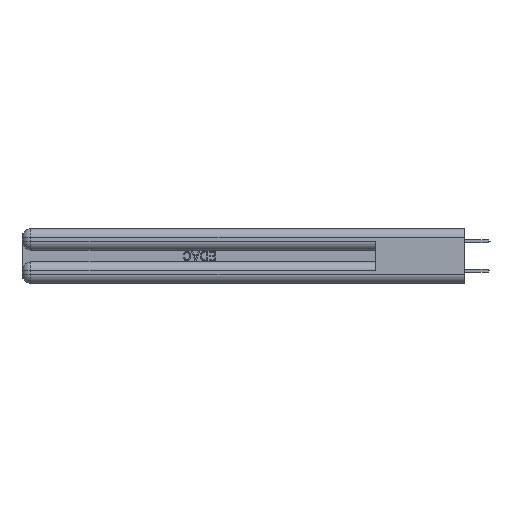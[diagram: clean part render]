
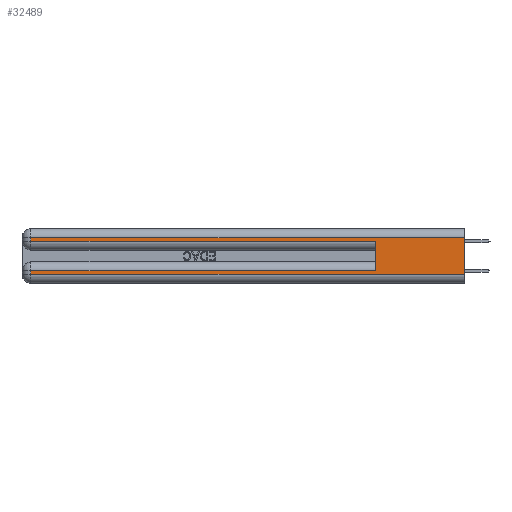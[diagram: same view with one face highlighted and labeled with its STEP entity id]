
A CAD part, left-side view. The second image highlights one B-rep face of the part: STEP entity #32489.
In plain terms, the highlighted planar face has unit normal (-1, 0, 0).
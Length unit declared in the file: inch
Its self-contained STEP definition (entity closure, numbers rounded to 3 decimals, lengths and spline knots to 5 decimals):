
#1070 = VERTEX_POINT ( 'NONE', #27902 ) ;
#1286 = ORIENTED_EDGE ( 'NONE', *, *, #16293, .F. ) ;
#1588 = CARTESIAN_POINT ( 'NONE',  ( 0., 2.94, 0.37 ) ) ;
#2613 = DIRECTION ( 'NONE',  ( 0., 0., -1. ) ) ;
#3259 = EDGE_CURVE ( 'NONE', #18646, #17491, #22477, .T. ) ;
#3798 = LINE ( 'NONE', #15192, #40531 ) ;
#3881 = DIRECTION ( 'NONE',  ( 0., -1., 0. ) ) ;
#4002 = DIRECTION ( 'NONE',  ( 0., 0., -1. ) ) ;
#5446 = CARTESIAN_POINT ( 'NONE',  ( 0., 0., 0.06 ) ) ;
#5523 = LINE ( 'NONE', #1588, #41725 ) ;
#6269 = ORIENTED_EDGE ( 'NONE', *, *, #21421, .T. ) ;
#6407 = EDGE_LOOP ( 'NONE', ( #1286, #35456, #24695, #35889, #22120, #39873, #42938, #6269 ) ) ;
#6459 = CARTESIAN_POINT ( 'NONE',  ( 0., 0., 0.31 ) ) ;
#6942 = VECTOR ( 'NONE', #17270, 39.37008 ) ;
#7155 = CARTESIAN_POINT ( 'NONE',  ( 0., 0., 0.37 ) ) ;
#7514 = EDGE_CURVE ( 'NONE', #13423, #37655, #31596, .T. ) ;
#7645 = CARTESIAN_POINT ( 'NONE',  ( 0., 2.94, 0.06 ) ) ;
#7828 = CARTESIAN_POINT ( 'NONE',  ( 0., 2.94, 0.085 ) ) ;
#8070 = CARTESIAN_POINT ( 'NONE',  ( 0., 0.6, 0.085 ) ) ;
#9683 = VECTOR ( 'NONE', #3881, 39.37008 ) ;
#10219 = LINE ( 'NONE', #42505, #9683 ) ;
#10315 = AXIS2_PLACEMENT_3D ( 'NONE', #7155, #43206, #4002 ) ;
#11045 = VERTEX_POINT ( 'NONE', #5446 ) ;
#13423 = VERTEX_POINT ( 'NONE', #8070 ) ;
#13782 = VECTOR ( 'NONE', #20523, 39.37008 ) ;
#15192 = CARTESIAN_POINT ( 'NONE',  ( 0., 0., 0.37 ) ) ;
#15396 = CARTESIAN_POINT ( 'NONE',  ( 0., 0., 0.31 ) ) ;
#15840 = EDGE_CURVE ( 'NONE', #37655, #25248, #5523, .T. ) ;
#16293 = EDGE_CURVE ( 'NONE', #18646, #11045, #3798, .T. ) ;
#17073 = FACE_OUTER_BOUND ( 'NONE', #6407, .T. ) ;
#17270 = DIRECTION ( 'NONE',  ( 0., -1., 0. ) ) ;
#17313 = LINE ( 'NONE', #19739, #40069 ) ;
#17491 = VERTEX_POINT ( 'NONE', #23143 ) ;
#18033 = PLANE ( 'NONE',  #10315 ) ;
#18646 = VERTEX_POINT ( 'NONE', #15396 ) ;
#19717 = EDGE_CURVE ( 'NONE', #13423, #1070, #35517, .T. ) ;
#19739 = CARTESIAN_POINT ( 'NONE',  ( 0., 2.94, 0.37 ) ) ;
#20523 = DIRECTION ( 'NONE',  ( 0., 0., 1. ) ) ;
#20683 = CARTESIAN_POINT ( 'NONE',  ( 0., 0., 0.06 ) ) ;
#21421 = EDGE_CURVE ( 'NONE', #25248, #11045, #34772, .T. ) ;
#22120 = ORIENTED_EDGE ( 'NONE', *, *, #19717, .F. ) ;
#22477 = LINE ( 'NONE', #6459, #40834 ) ;
#23143 = CARTESIAN_POINT ( 'NONE',  ( 0., 2.94, 0.31 ) ) ;
#24695 = ORIENTED_EDGE ( 'NONE', *, *, #28211, .T. ) ;
#25248 = VERTEX_POINT ( 'NONE', #7645 ) ;
#26924 = EDGE_CURVE ( 'NONE', #28013, #1070, #10219, .T. ) ;
#27902 = CARTESIAN_POINT ( 'NONE',  ( 0., 0.6, 0.285 ) ) ;
#28013 = VERTEX_POINT ( 'NONE', #42578 ) ;
#28211 = EDGE_CURVE ( 'NONE', #17491, #28013, #17313, .T. ) ;
#31596 = LINE ( 'NONE', #42673, #44927 ) ;
#32489 = ADVANCED_FACE ( 'NONE', ( #17073 ), #18033, .F. ) ;
#32867 = DIRECTION ( 'NONE',  ( 0., 1., 0. ) ) ;
#34552 = DIRECTION ( 'NONE',  ( 0., 0., -1. ) ) ;
#34772 = LINE ( 'NONE', #20683, #6942 ) ;
#35456 = ORIENTED_EDGE ( 'NONE', *, *, #3259, .T. ) ;
#35517 = LINE ( 'NONE', #38792, #13782 ) ;
#35889 = ORIENTED_EDGE ( 'NONE', *, *, #26924, .T. ) ;
#37655 = VERTEX_POINT ( 'NONE', #7828 ) ;
#38792 = CARTESIAN_POINT ( 'NONE',  ( 0., 0.6, 0.145 ) ) ;
#39232 = DIRECTION ( 'NONE',  ( 0., 1., 0. ) ) ;
#39873 = ORIENTED_EDGE ( 'NONE', *, *, #7514, .T. ) ;
#40069 = VECTOR ( 'NONE', #2613, 39.37008 ) ;
#40489 = DIRECTION ( 'NONE',  ( 0., 0., -1. ) ) ;
#40531 = VECTOR ( 'NONE', #34552, 39.37008 ) ;
#40834 = VECTOR ( 'NONE', #32867, 39.37008 ) ;
#41725 = VECTOR ( 'NONE', #40489, 39.37008 ) ;
#42505 = CARTESIAN_POINT ( 'NONE',  ( 0., 0., 0.285 ) ) ;
#42578 = CARTESIAN_POINT ( 'NONE',  ( 0., 2.94, 0.285 ) ) ;
#42673 = CARTESIAN_POINT ( 'NONE',  ( 0., 0., 0.085 ) ) ;
#42938 = ORIENTED_EDGE ( 'NONE', *, *, #15840, .T. ) ;
#43206 = DIRECTION ( 'NONE',  ( 1., 0., 0. ) ) ;
#44927 = VECTOR ( 'NONE', #39232, 39.37008 ) ;
